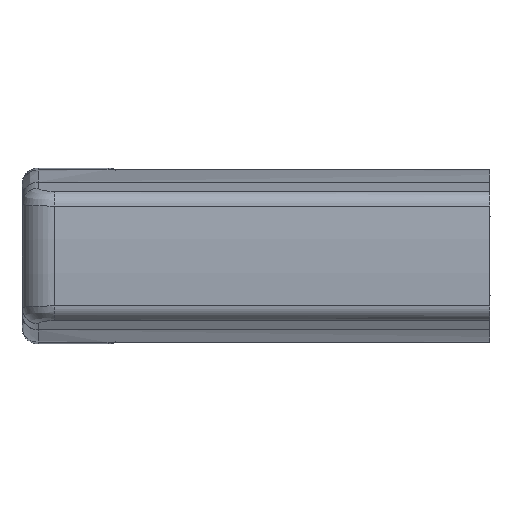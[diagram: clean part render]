
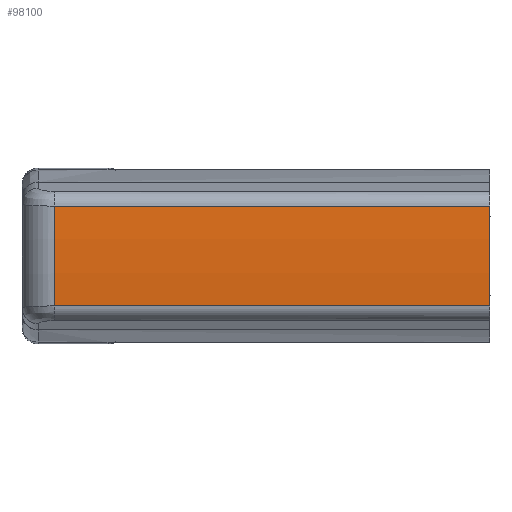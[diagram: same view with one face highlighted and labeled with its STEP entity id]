
A CAD part, left-side view. The second image highlights one B-rep face of the part: STEP entity #98100.
In plain terms, the highlighted cylindrical face has radius 44.674 mm (diameter 89.347 mm), a partial arc.
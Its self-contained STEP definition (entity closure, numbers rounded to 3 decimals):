
#91880=CARTESIAN_POINT('',(-171.393,5.,
56.905));
#91890=VERTEX_POINT('',#91880);
#95040=CARTESIAN_POINT('',(-171.393,5.,
63.095));
#95050=VERTEX_POINT('',#95040);
#95080=CARTESIAN_POINT('',(-126.826,5.,
60.));
#95090=DIRECTION('',(-0.,1.,0.));
#95100=DIRECTION('',(1.,-0.,0.));
#95110=AXIS2_PLACEMENT_3D('',#95080,#95090,#95100);
#95120=CIRCLE('',#95110,44.674);
#95130=EDGE_CURVE('',#91890,#95050,#95120,.T.);
#97790=CARTESIAN_POINT('',(-126.826,-22.,60.));
#97800=DIRECTION('',(0.,-1.,0.));
#97810=DIRECTION('',(-0.997,0.,-0.073));
#97820=AXIS2_PLACEMENT_3D('',#97790,#97800,#97810);
#97830=CYLINDRICAL_SURFACE('',#97820,44.674);
#97840=CARTESIAN_POINT('',(-171.393,-22.,56.905));
#97850=DIRECTION('',(0.,-1.,0.));
#97860=VECTOR('',#97850,1.);
#97870=LINE('',#97840,#97860);
#97880=CARTESIAN_POINT('',(-171.393,-22.,56.905));
#97890=VERTEX_POINT('',#97880);
#97900=EDGE_CURVE('',#91890,#97890,#97870,.T.);
#97910=ORIENTED_EDGE('',*,*,#97900,.T.);
#97920=ORIENTED_EDGE('',*,*,#95130,.F.);
#97930=CARTESIAN_POINT('',(-171.393,-22.,63.095));
#97940=DIRECTION('',(0.,-1.,0.));
#97950=VECTOR('',#97940,1.);
#97960=LINE('',#97930,#97950);
#97970=CARTESIAN_POINT('',(-171.393,-22.,63.095));
#97980=VERTEX_POINT('',#97970);
#97990=EDGE_CURVE('',#95050,#97980,#97960,.T.);
#98000=ORIENTED_EDGE('',*,*,#97990,.F.);
#98010=CARTESIAN_POINT('',(-126.826,-22.,60.));
#98020=DIRECTION('',(-0.,1.,0.));
#98030=DIRECTION('',(-0.997,0.,-0.073));
#98040=AXIS2_PLACEMENT_3D('',#98010,#98020,#98030);
#98050=CIRCLE('',#98040,44.674);
#98060=EDGE_CURVE('',#97890,#97980,#98050,.T.);
#98070=ORIENTED_EDGE('',*,*,#98060,.T.);
#98080=EDGE_LOOP('',(#98070,#98000,#97920,#97910));
#98090=FACE_OUTER_BOUND('',#98080,.T.);
#98100=ADVANCED_FACE('',(#98090),#97830,.T.);
